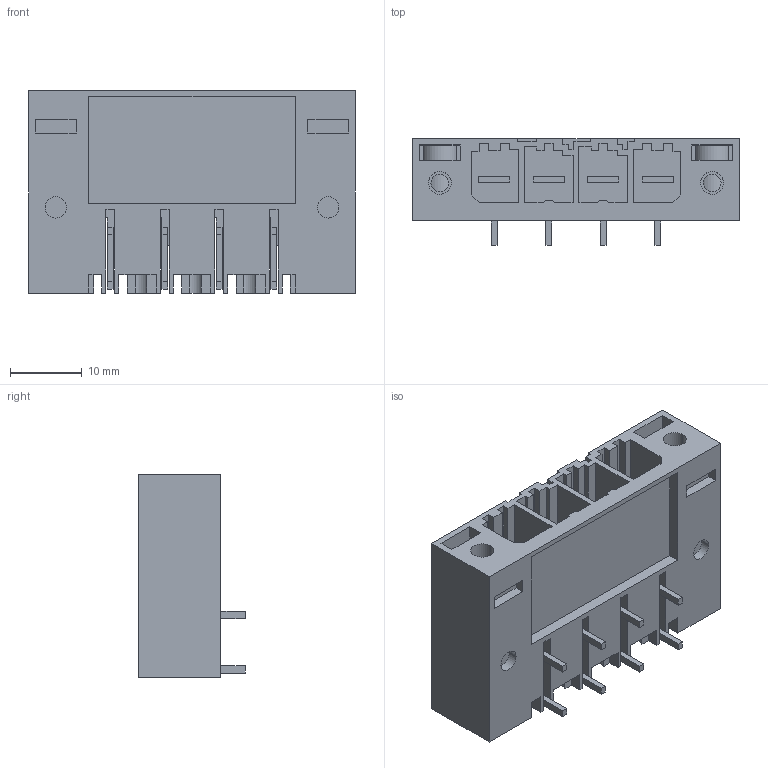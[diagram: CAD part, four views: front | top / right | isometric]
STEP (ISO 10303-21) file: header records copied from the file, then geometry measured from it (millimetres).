
FILE_DESCRIPTION(('CATIA V5 STEP Exchange','CAx-IF Rec.Pracs.--- Model Styling and Organization---1.2---2011-12-15'),'2;1');
FILE_NAME ('D1459389_0_1930510000_1930510000.stp','2017-04-28T06:53:03+00:00',('none'),('Weidmueller'),'CATIA Version 5-6 Release 2014','CATIA V5 STEP AP214','none');
FILE_SCHEMA(('AUTOMOTIVE_DESIGN { 1 0 10303 214 1 1 1 1 }'));
Length unit declared in the file: millimetre
Products named in the file (1): 1930510000
Bounding box: 45.72 x 14.9 x 28.3 mm (x, y, z)
Volume: 7297.2 mm3; surface area: 11442.7 mm2
Topology: 7 solids, 7 shells, 454 faces, 1294 edges, 867 vertices
Faces by surface type: plane 410, cylinder 44
Entity records: 14451 total; most frequent: CARTESIAN_POINT 2610, ORIENTED_EDGE 2588, DIRECTION 1975, EDGE_CURVE 1294, VECTOR 1200, LINE 1200, VERTEX_POINT 867, EDGE_LOOP 487
